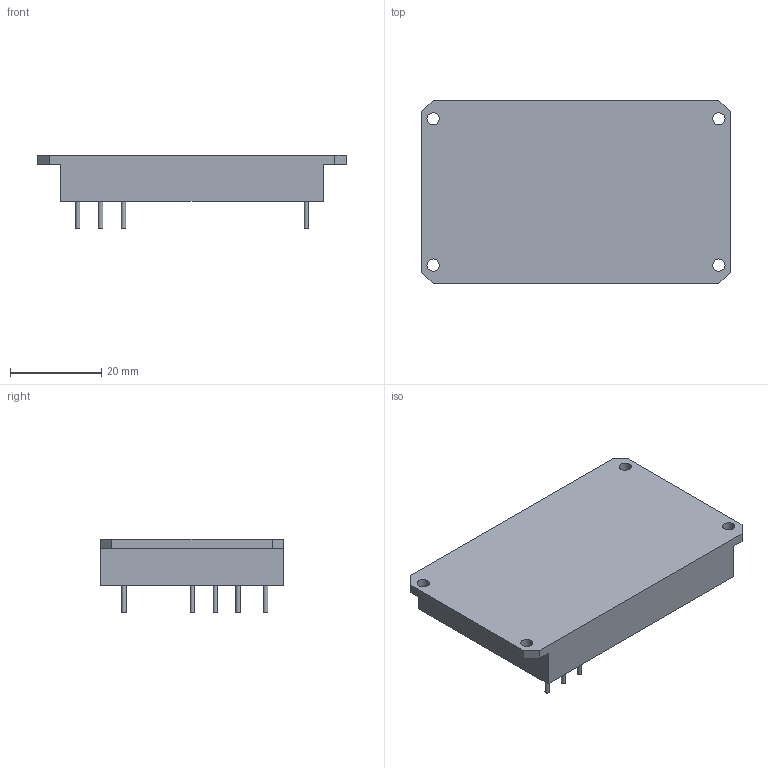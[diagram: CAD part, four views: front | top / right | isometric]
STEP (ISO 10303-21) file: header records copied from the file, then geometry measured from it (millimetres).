
FILE_DESCRIPTION(('STEP AP214'), '1');
FILE_NAME('MDV50_', '', ('UNSPECIFIED'), ('UNSPECIFIED'), 'ASCON STEP Converter 1.6', 'ASCON Math Kernel', '');
FILE_SCHEMA(('AUTOMOTIVE_DESIGN { 1 0 10303 214 3 1 1}'));
Length unit declared in the file: millimetre
Bounding box: 67.5 x 40.2 x 16.15 mm (x, y, z)
Volume: 24226.6 mm3; surface area: 7579.8 mm2
Topology: 1 solids, 1 shells, 644 faces, 1860 edges, 1240 vertices
Faces by surface type: plane 422, cylinder 222
Full cylindrical faces by diameter (mm): 1 x7, 2.7 x4
Entity records: 26305 total; most frequent: CARTESIAN_POINT 3734, ORIENTED_EDGE 3698, DIRECTION 3583, EDGE_CURVE 1849, LINE 1405, VECTOR 1405, VERTEX_POINT 1240, AXIS2_PLACEMENT_3D 1089
